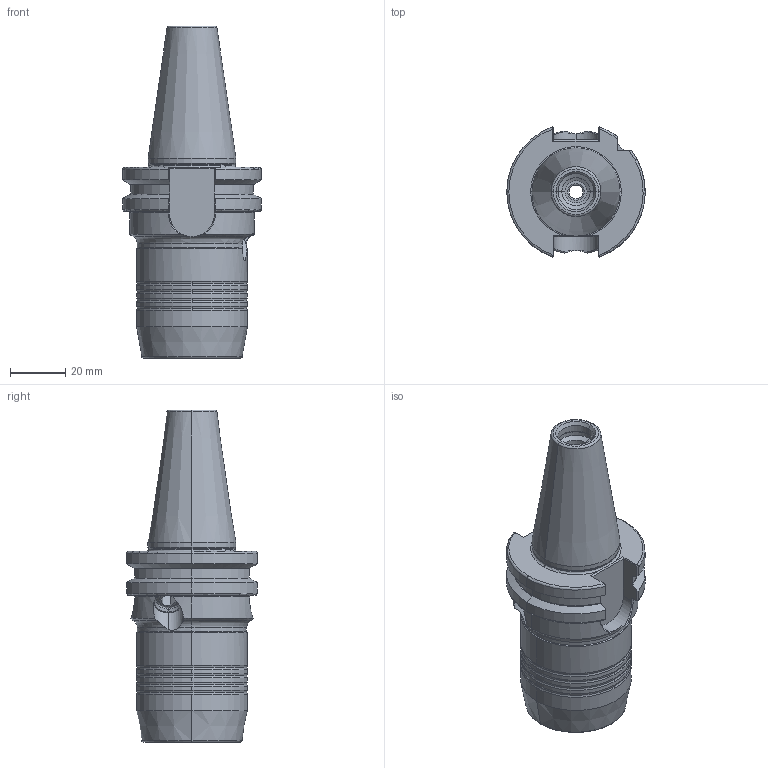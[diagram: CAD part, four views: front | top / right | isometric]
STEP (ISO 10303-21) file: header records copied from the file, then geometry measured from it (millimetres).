
FILE_DESCRIPTION (( 'STEP AP214' ), '1' );
FILE_NAME ('77.301.018 x=72_step.STEP', '2020-09-22T05:49:48', ( '' ), ( '' ), 'SwSTEP 2.0', 'SolidWorks 2018', '' );
FILE_SCHEMA (( 'AUTOMOTIVE_DESIGN' ));
Length unit declared in the file: millimetre
Products named in the file (1): 77.301.018 x=72_step
Bounding box: 49.95 x 46.97 x 119.8 mm (x, y, z)
Volume: 99693.9 mm3; surface area: 40090.8 mm2
Topology: 9 solids, 9 shells, 456 faces, 1083 edges, 653 vertices
Faces by surface type: cylinder 141, plane 108, cone 102, torus 83, bspline 18, sphere 4
Entity records: 23240 total; most frequent: CARTESIAN_POINT 7679, DIRECTION 2282, ORIENTED_EDGE 2140, EDGE_CURVE 1070, AXIS2_PLACEMENT_3D 958, VERTEX_POINT 650, CIRCLE 519, EDGE_LOOP 488
